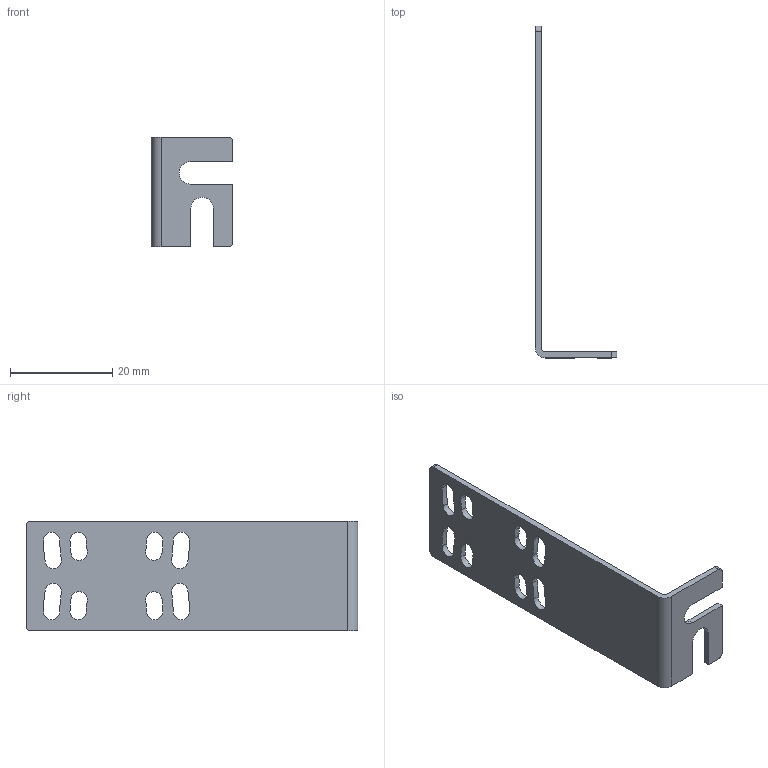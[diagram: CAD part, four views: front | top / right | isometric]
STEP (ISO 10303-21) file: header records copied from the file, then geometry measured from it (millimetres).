
FILE_DESCRIPTION((''),'2;1');
FILE_NAME('DB008135_OMH-R10X-10_SW0001','2015-11-30T',('hhuscher'),(''),'PRO/ENGINEER BY PARAMETRIC TECHNOLOGY CORPORATION, 2013050','PRO/ENGINEER BY PARAMETRIC TECHNOLOGY CORPORATION, 2013050','');
FILE_SCHEMA(('CONFIG_CONTROL_DESIGN'));
Length unit declared in the file: millimetre
Products named in the file (1): DB008135_OMH-R10X-10_SW0001
Bounding box: 16 x 65 x 21.5 mm (x, y, z)
Surface area: 3384.3 mm2 (no closed solid volume)
Topology: 0 solids, 1 shells, 54 faces, 156 edges, 104 vertices
Faces by surface type: cylinder 40, plane 14
Entity records: 1922 total; most frequent: DIRECTION 344, CARTESIAN_POINT 314, ORIENTED_EDGE 312, EDGE_CURVE 156, AXIS2_PLACEMENT_3D 134, VERTEX_POINT 104, CIRCLE 80, VECTOR 76
